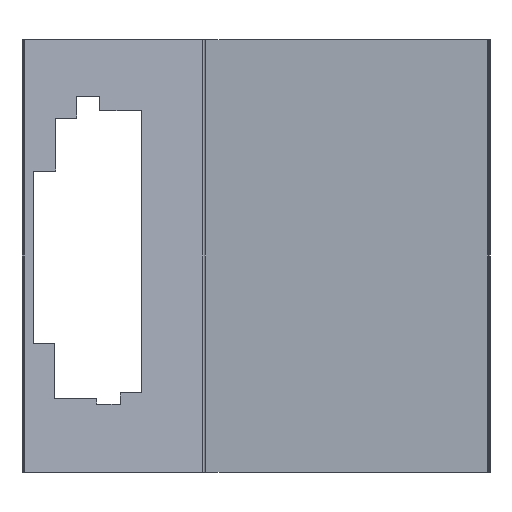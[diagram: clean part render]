
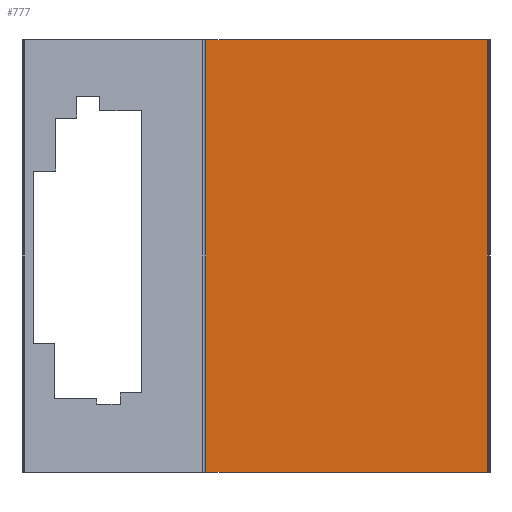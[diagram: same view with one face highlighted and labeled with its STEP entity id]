
A CAD part, front view. The second image highlights one B-rep face of the part: STEP entity #777.
In plain terms, the highlighted planar face has unit normal (0, -1, 0).
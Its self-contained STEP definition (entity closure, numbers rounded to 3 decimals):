
#40=PLANE('',#840);
#75=FACE_OUTER_BOUND('',#116,.T.);
#116=EDGE_LOOP('',(#626,#627,#628,#629));
#199=LINE('',#1229,#292);
#200=LINE('',#1232,#293);
#201=LINE('',#1234,#294);
#202=LINE('',#1235,#295);
#292=VECTOR('',#1003,10.);
#293=VECTOR('',#1006,10.);
#294=VECTOR('',#1007,10.);
#295=VECTOR('',#1008,10.);
#387=VERTEX_POINT('',#1225);
#388=VERTEX_POINT('',#1227);
#389=VERTEX_POINT('',#1231);
#390=VERTEX_POINT('',#1233);
#487=EDGE_CURVE('',#387,#388,#199,.T.);
#488=EDGE_CURVE('',#387,#389,#200,.T.);
#489=EDGE_CURVE('',#390,#388,#201,.T.);
#490=EDGE_CURVE('',#389,#390,#202,.T.);
#626=ORIENTED_EDGE('',*,*,#488,.F.);
#627=ORIENTED_EDGE('',*,*,#487,.T.);
#628=ORIENTED_EDGE('',*,*,#489,.F.);
#629=ORIENTED_EDGE('',*,*,#490,.F.);
#777=ADVANCED_FACE('',(#75),#40,.T.);
#840=AXIS2_PLACEMENT_3D('',#1230,#1004,#1005);
#1003=DIRECTION('',(0.,0.,1.));
#1004=DIRECTION('center_axis',(0.,-1.,0.));
#1005=DIRECTION('ref_axis',(1.,0.,0.));
#1006=DIRECTION('',(-1.,0.,0.));
#1007=DIRECTION('',(1.,0.,0.));
#1008=DIRECTION('',(0.,0.,1.));
#1225=CARTESIAN_POINT('',(429.828,121.716,252.851));
#1227=CARTESIAN_POINT('',(429.828,121.716,636.851));
#1229=CARTESIAN_POINT('',(429.828,121.716,252.851));
#1230=CARTESIAN_POINT('Origin',(180.228,121.716,252.851));
#1231=CARTESIAN_POINT('',(180.228,121.716,252.851));
#1232=CARTESIAN_POINT('',(429.828,121.716,252.851));
#1233=CARTESIAN_POINT('',(180.228,121.716,636.851));
#1234=CARTESIAN_POINT('',(429.828,121.716,636.851));
#1235=CARTESIAN_POINT('',(180.228,121.716,252.851));
